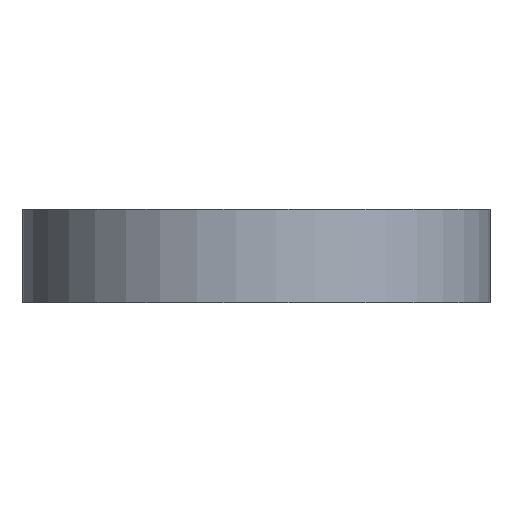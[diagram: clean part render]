
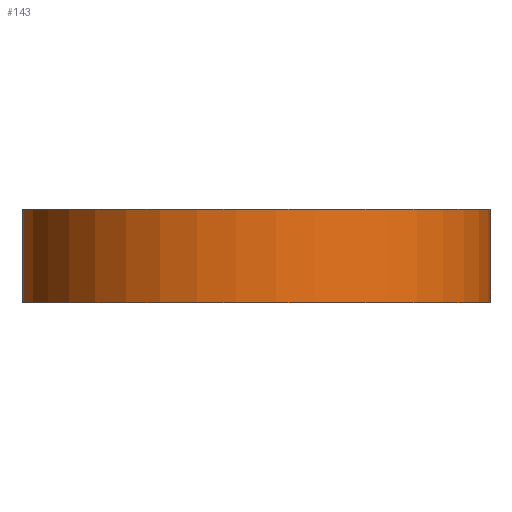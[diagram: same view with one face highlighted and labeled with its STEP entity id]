
A CAD part, front view. The second image highlights one B-rep face of the part: STEP entity #143.
In plain terms, the highlighted cylindrical face has radius 7.5 mm (diameter 15 mm), a partial arc.
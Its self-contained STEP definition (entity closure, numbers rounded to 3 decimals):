
#25=FACE_OUTER_BOUND('',#33,.T.);
#33=EDGE_LOOP('',(#109,#110,#111,#112));
#45=LINE('',#241,#55);
#46=LINE('',#244,#56);
#55=VECTOR('',#199,10.);
#56=VECTOR('',#202,10.);
#67=CIRCLE('',#170,7.5);
#68=CIRCLE('',#171,7.5);
#75=VERTEX_POINT('',#237);
#76=VERTEX_POINT('',#238);
#77=VERTEX_POINT('',#240);
#78=VERTEX_POINT('',#242);
#89=EDGE_CURVE('',#75,#76,#67,.T.);
#90=EDGE_CURVE('',#76,#77,#45,.T.);
#91=EDGE_CURVE('',#78,#77,#68,.T.);
#92=EDGE_CURVE('',#75,#78,#46,.T.);
#109=ORIENTED_EDGE('',*,*,#89,.T.);
#110=ORIENTED_EDGE('',*,*,#90,.T.);
#111=ORIENTED_EDGE('',*,*,#91,.F.);
#112=ORIENTED_EDGE('',*,*,#92,.F.);
#139=CYLINDRICAL_SURFACE('',#169,7.5);
#143=ADVANCED_FACE('',(#25),#139,.T.);
#169=AXIS2_PLACEMENT_3D('',#236,#195,#196);
#170=AXIS2_PLACEMENT_3D('',#239,#197,#198);
#171=AXIS2_PLACEMENT_3D('',#243,#200,#201);
#195=DIRECTION('center_axis',(0.,0.,
-1.));
#196=DIRECTION('ref_axis',(0.,-1.,0.));
#197=DIRECTION('center_axis',(0.,0.,
-1.));
#198=DIRECTION('ref_axis',(0.,1.,0.));
#199=DIRECTION('',(0.,0.,-1.));
#200=DIRECTION('center_axis',(0.,0.,
-1.));
#201=DIRECTION('ref_axis',(0.,1.,0.));
#202=DIRECTION('',(0.,0.,-1.));
#236=CARTESIAN_POINT('Origin',(167.631,96.45,-106.5));
#237=CARTESIAN_POINT('',(175.128,96.684,-106.5));
#238=CARTESIAN_POINT('',(160.135,96.684,-106.5));
#239=CARTESIAN_POINT('Origin',(167.631,96.45,-106.5));
#240=CARTESIAN_POINT('',(160.135,96.684,-109.5));
#241=CARTESIAN_POINT('',(160.135,96.684,-106.5));
#242=CARTESIAN_POINT('',(175.128,96.684,-109.5));
#243=CARTESIAN_POINT('Origin',(167.631,96.45,-109.5));
#244=CARTESIAN_POINT('',(175.128,96.684,-106.5));
